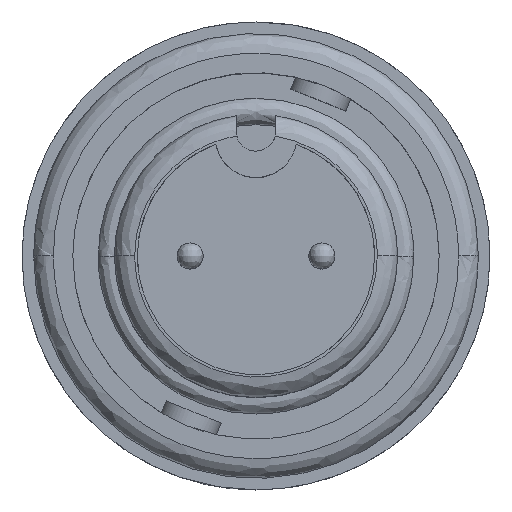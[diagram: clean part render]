
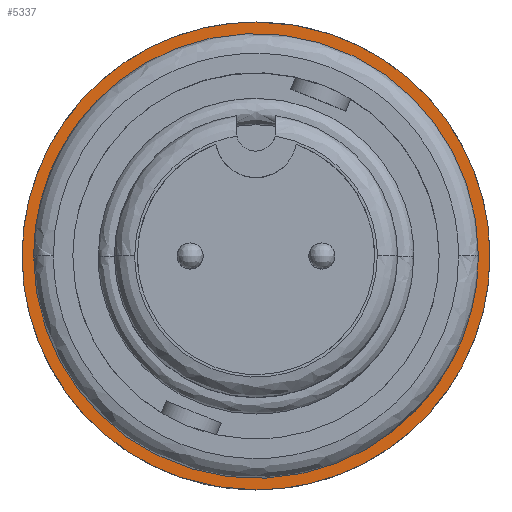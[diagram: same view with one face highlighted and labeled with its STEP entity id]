
A CAD part, top view. The second image highlights one B-rep face of the part: STEP entity #5337.
In plain terms, the highlighted planar face has unit normal (0, 0, 1).
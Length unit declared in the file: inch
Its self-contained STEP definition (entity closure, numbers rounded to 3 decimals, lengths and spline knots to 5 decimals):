
#12 = CARTESIAN_POINT ( 'NONE',  ( 0.3375, 0., -0.058 ) ) ;
#67 = CARTESIAN_POINT ( 'NONE',  ( 0.04647, -0.355, -0.058 ) ) ;
#1703 = CARTESIAN_POINT ( 'NONE',  ( 0.28388, 0.21816, -0.058 ) ) ;
#1864 = CARTESIAN_POINT ( 'NONE',  ( 0., 0.355, -0.058 ) ) ;
#2336 = ORIENTED_EDGE ( 'NONE', *, *, #7932, .F. ) ;
#2941 = CARTESIAN_POINT ( 'NONE',  ( 0.31335, -0.12536, -0.058 ) ) ;
#3014 = CARTESIAN_POINT ( 'NONE',  ( 0.13473, -0.57186, -0.058 ) ) ;
#3295 = CARTESIAN_POINT ( 'NONE',  ( -0.3375, -0.48091, -0.058 ) ) ;
#3440 = CARTESIAN_POINT ( 'NONE',  ( 0.34576, 0.09292, -0.058 ) ) ;
#3678 = CARTESIAN_POINT ( 'NONE',  ( -0.3375, 0., -0.058 ) ) ;
#4211 = FACE_BOUND ( 'NONE', #12506, .T. ) ;
#4540 = CARTESIAN_POINT ( 'NONE',  ( -0.3375, 0., -0.058 ) ) ;
#4720 = FACE_OUTER_BOUND ( 'NONE', #15959, .T. ) ;
#4770 = ORIENTED_EDGE ( 'NONE', *, *, #5572, .F. ) ;
#4824 = CARTESIAN_POINT ( 'NONE',  ( -0.31335, 0.12536, -0.058 ) ) ;
#5036 = CARTESIAN_POINT ( 'NONE',  ( 0.04647, 0.355, -0.058 ) ) ;
#5104 = CARTESIAN_POINT ( 'NONE',  ( 0.355, -0.04647, -0.058 ) ) ;
#5337 = ADVANCED_FACE ( 'NONE', ( #4720, #4211 ), #14509, .F. ) ;
#5566 =( BOUNDED_CURVE ( )  B_SPLINE_CURVE ( 3, ( #8114, #18208, #14871, #4824 ),
 .UNSPECIFIED., .F., .T. ) 
 B_SPLINE_CURVE_WITH_KNOTS ( ( 4, 4 ),
 ( 0., 1. ),
 .UNSPECIFIED. ) 
 CURVE ( )  GEOMETRIC_REPRESENTATION_ITEM ( )  RATIONAL_B_SPLINE_CURVE ( ( 1., 0.459, 0.459, 1. ) ) 
 REPRESENTATION_ITEM ( '' )  );
#5572 = EDGE_CURVE ( 'NONE', #8015, #8566, #11304, .T. ) ;
#6703 = CARTESIAN_POINT ( 'NONE',  ( 0., 0.355, -0.058 ) ) ;
#6773 = CARTESIAN_POINT ( 'NONE',  ( 0.31019, -0.17878, -0.058 ) ) ;
#6935 = CARTESIAN_POINT ( 'NONE',  ( 0.31335, -0.12536, -0.058 ) ) ;
#6977 = CARTESIAN_POINT ( 'NONE',  ( 0., -0.355, -0.058 ) ) ;
#7932 = EDGE_CURVE ( 'NONE', #20221, #9666, #21247, .T. ) ;
#8015 = VERTEX_POINT ( 'NONE', #9190 ) ;
#8114 = CARTESIAN_POINT ( 'NONE',  ( 0.3375, 0., -0.058 ) ) ;
#8459 = CARTESIAN_POINT ( 'NONE',  ( 0.21816, -0.28388, -0.058 ) ) ;
#8566 = VERTEX_POINT ( 'NONE', #4540 ) ;
#9190 = CARTESIAN_POINT ( 'NONE',  ( -0.31335, 0.12536, -0.058 ) ) ;
#9567 = CARTESIAN_POINT ( 'NONE',  ( 0., 0.355, -0.058 ) ) ;
#9589 = CARTESIAN_POINT ( 'NONE',  ( -0.04647, 0.355, -0.058 ) ) ;
#9593 = CARTESIAN_POINT ( 'NONE',  ( -0.09292, 0.34576, -0.058 ) ) ;
#9618 = CARTESIAN_POINT ( 'NONE',  ( -0.17878, 0.31019, -0.058 ) ) ;
#9623 = CARTESIAN_POINT ( 'NONE',  ( -0.21816, 0.28388, -0.058 ) ) ;
#9644 = CARTESIAN_POINT ( 'NONE',  ( -0.28388, 0.21816, -0.058 ) ) ;
#9660 = CARTESIAN_POINT ( 'NONE',  ( -0.31019, 0.17878, -0.058 ) ) ;
#9666 = VERTEX_POINT ( 'NONE', #1864 ) ;
#9686 = CARTESIAN_POINT ( 'NONE',  ( -0.34576, 0.09292, -0.058 ) ) ;
#9689 = CARTESIAN_POINT ( 'NONE',  ( -0.355, 0.04647, -0.058 ) ) ;
#9712 = CARTESIAN_POINT ( 'NONE',  ( -0.355, -0.04647, -0.058 ) ) ;
#9737 = CARTESIAN_POINT ( 'NONE',  ( -0.34576, -0.09292, -0.058 ) ) ;
#9741 = CARTESIAN_POINT ( 'NONE',  ( -0.31019, -0.17878, -0.058 ) ) ;
#9760 = CARTESIAN_POINT ( 'NONE',  ( -0.28388, -0.21816, -0.058 ) ) ;
#9764 = CARTESIAN_POINT ( 'NONE',  ( -0.21816, -0.28388, -0.058 ) ) ;
#9772 = VERTEX_POINT ( 'NONE', #12 ) ;
#9786 = CARTESIAN_POINT ( 'NONE',  ( -0.17878, -0.31019, -0.058 ) ) ;
#9805 = CARTESIAN_POINT ( 'NONE',  ( 0., -0.355, -0.058 ) ) ;
#9866 = CARTESIAN_POINT ( 'NONE',  ( -0.04647, -0.355, -0.058 ) ) ;
#9895 = CARTESIAN_POINT ( 'NONE',  ( -0.09292, -0.34576, -0.058 ) ) ;
#10077 = CARTESIAN_POINT ( 'NONE',  ( 0.09292, 0.34576, -0.058 ) ) ;
#10150 = CARTESIAN_POINT ( 'NONE',  ( 0.09292, -0.34576, -0.058 ) ) ;
#11304 =( BOUNDED_CURVE ( )  B_SPLINE_CURVE ( 3, ( #12477, #12609, #12560, #12454 ),
 .UNSPECIFIED., .F., .F. ) 
 B_SPLINE_CURVE_WITH_KNOTS ( ( 4, 4 ),
 ( 0., 1. ),
 .UNSPECIFIED. ) 
 CURVE ( )  GEOMETRIC_REPRESENTATION_ITEM ( )  RATIONAL_B_SPLINE_CURVE ( ( 1., 0.988, 0.988, 1. ) ) 
 REPRESENTATION_ITEM ( '' )  );
#11784 = CARTESIAN_POINT ( 'NONE',  ( 0.21816, 0.28388, -0.058 ) ) ;
#11852 = CARTESIAN_POINT ( 'NONE',  ( 0., -0.355, -0.058 ) ) ;
#12454 = CARTESIAN_POINT ( 'NONE',  ( -0.3375, 0., -0.058 ) ) ;
#12477 = CARTESIAN_POINT ( 'NONE',  ( -0.31335, 0.12536, -0.058 ) ) ;
#12506 = EDGE_LOOP ( 'NONE', ( #18247, #19366, #16707, #4770 ) ) ;
#12560 = CARTESIAN_POINT ( 'NONE',  ( -0.3375, 0.04307, -0.058 ) ) ;
#12609 = CARTESIAN_POINT ( 'NONE',  ( -0.32935, 0.08537, -0.058 ) ) ;
#12946 = B_SPLINE_CURVE_WITH_KNOTS ( 'NONE', 3,
 ( #6703, #5036, #10077, #21894, #11784, #1703, #13441, #3440, #15152, #5104, #16865, #6773, #18562, #8459, #20296, #10150, #67, #11852 ),
 .UNSPECIFIED., .F., .F.,
 ( 4, 2, 2, 2, 2, 2, 2, 2, 4 ),
 ( 0., 0.125, 0.25, 0.375, 0.5, 0.625, 0.75, 0.875, 1. ),
 .UNSPECIFIED. ) ;
#13441 = CARTESIAN_POINT ( 'NONE',  ( 0.31019, 0.17878, -0.058 ) ) ;
#14489 = DIRECTION ( 'NONE',  ( 0., 1., 0. ) ) ;
#14509 = PLANE ( 'NONE',  #19844 ) ;
#14667 = VERTEX_POINT ( 'NONE', #6935 ) ;
#14871 = CARTESIAN_POINT ( 'NONE',  ( -0.13473, 0.57186, -0.058 ) ) ;
#14988 = EDGE_CURVE ( 'NONE', #8566, #14667, #19871, .T. ) ;
#15152 = CARTESIAN_POINT ( 'NONE',  ( 0.355, 0.04647, -0.058 ) ) ;
#15274 = EDGE_CURVE ( 'NONE', #14667, #9772, #18920, .T. ) ;
#15959 = EDGE_LOOP ( 'NONE', ( #2336, #16960 ) ) ;
#16707 = ORIENTED_EDGE ( 'NONE', *, *, #14988, .F. ) ;
#16865 = CARTESIAN_POINT ( 'NONE',  ( 0.34576, -0.09292, -0.058 ) ) ;
#16960 = ORIENTED_EDGE ( 'NONE', *, *, #19542, .F. ) ;
#18208 = CARTESIAN_POINT ( 'NONE',  ( 0.3375, 0.48091, -0.058 ) ) ;
#18247 = ORIENTED_EDGE ( 'NONE', *, *, #20557, .F. ) ;
#18562 = CARTESIAN_POINT ( 'NONE',  ( 0.28388, -0.21816, -0.058 ) ) ;
#18920 =( BOUNDED_CURVE ( )  B_SPLINE_CURVE ( 3, ( #21612, #21480, #20054, #20007 ),
 .UNSPECIFIED., .F., .F. ) 
 B_SPLINE_CURVE_WITH_KNOTS ( ( 4, 4 ),
 ( 0., 1. ),
 .UNSPECIFIED. ) 
 CURVE ( )  GEOMETRIC_REPRESENTATION_ITEM ( )  RATIONAL_B_SPLINE_CURVE ( ( 1., 0.988, 0.988, 1. ) ) 
 REPRESENTATION_ITEM ( '' )  );
#19162 = CARTESIAN_POINT ( 'NONE',  ( 0.12536, 0.31335, -0.058 ) ) ;
#19305 = DIRECTION ( 'NONE',  ( 0., 0., -1. ) ) ;
#19366 = ORIENTED_EDGE ( 'NONE', *, *, #15274, .F. ) ;
#19542 = EDGE_CURVE ( 'NONE', #9666, #20221, #12946, .T. ) ;
#19844 = AXIS2_PLACEMENT_3D ( 'NONE', #19162, #19305, #14489 ) ;
#19871 =( BOUNDED_CURVE ( )  B_SPLINE_CURVE ( 3, ( #3678, #3295, #3014, #2941 ),
 .UNSPECIFIED., .F., .F. ) 
 B_SPLINE_CURVE_WITH_KNOTS ( ( 4, 4 ),
 ( 0., 1. ),
 .UNSPECIFIED. ) 
 CURVE ( )  GEOMETRIC_REPRESENTATION_ITEM ( )  RATIONAL_B_SPLINE_CURVE ( ( 1., 0.459, 0.459, 1. ) ) 
 REPRESENTATION_ITEM ( '' )  );
#20007 = CARTESIAN_POINT ( 'NONE',  ( 0.3375, 0., -0.058 ) ) ;
#20054 = CARTESIAN_POINT ( 'NONE',  ( 0.3375, -0.04307, -0.058 ) ) ;
#20221 = VERTEX_POINT ( 'NONE', #6977 ) ;
#20296 = CARTESIAN_POINT ( 'NONE',  ( 0.17878, -0.31019, -0.058 ) ) ;
#20557 = EDGE_CURVE ( 'NONE', #9772, #8015, #5566, .T. ) ;
#21247 = B_SPLINE_CURVE_WITH_KNOTS ( 'NONE', 3,
 ( #9805, #9866, #9895, #9786, #9764, #9760, #9741, #9737, #9712, #9689, #9686, #9660, #9644, #9623, #9618, #9593, #9589, #9567 ),
 .UNSPECIFIED., .F., .F.,
 ( 4, 2, 2, 2, 2, 2, 2, 2, 4 ),
 ( 0., 0.125, 0.25, 0.375, 0.5, 0.625, 0.75, 0.875, 1. ),
 .UNSPECIFIED. ) ;
#21480 = CARTESIAN_POINT ( 'NONE',  ( 0.32935, -0.08537, -0.058 ) ) ;
#21612 = CARTESIAN_POINT ( 'NONE',  ( 0.31335, -0.12536, -0.058 ) ) ;
#21894 = CARTESIAN_POINT ( 'NONE',  ( 0.17878, 0.31019, -0.058 ) ) ;
